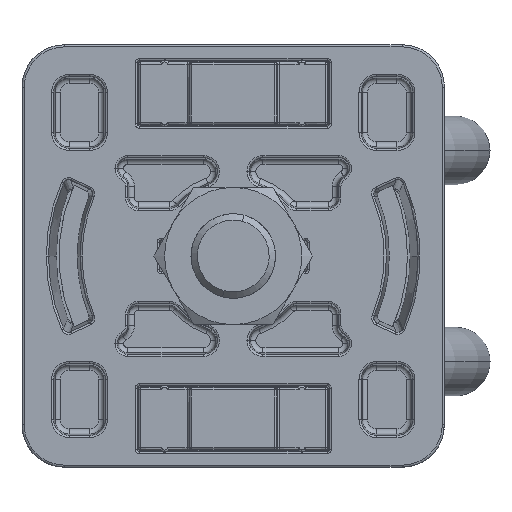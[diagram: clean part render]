
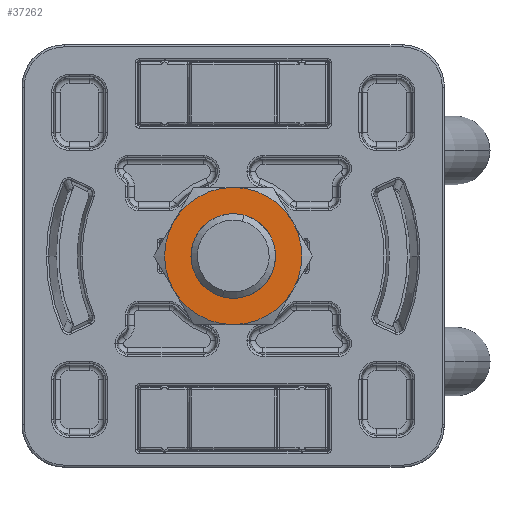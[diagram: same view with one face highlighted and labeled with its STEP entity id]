
A CAD part, left-side view. The second image highlights one B-rep face of the part: STEP entity #37262.
In plain terms, the highlighted planar face has unit normal (-1, 0, 0).
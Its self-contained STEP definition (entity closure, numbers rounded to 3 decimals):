
#34 = PLANE ( 'NONE',  #17760 ) ;
#1003 = CARTESIAN_POINT ( 'NONE',  ( -6.8, 0., 6.5 ) ) ;
#1825 = ORIENTED_EDGE ( 'NONE', *, *, #2271, .T. ) ;
#2271 = EDGE_CURVE ( 'NONE', #35497, #4463, #43958, .T. ) ;
#3286 = FACE_OUTER_BOUND ( 'NONE', #31848, .T. ) ;
#3563 = CIRCLE ( 'NONE', #15500, 6.5 ) ;
#4450 = AXIS2_PLACEMENT_3D ( 'NONE', #23120, #9131, #44523 ) ;
#4463 = VERTEX_POINT ( 'NONE', #34788 ) ;
#5861 = CARTESIAN_POINT ( 'NONE',  ( -6.8, 0., 0. ) ) ;
#6515 = CARTESIAN_POINT ( 'NONE',  ( -6.8, 0., 0. ) ) ;
#6590 = AXIS2_PLACEMENT_3D ( 'NONE', #6515, #14232, #42157 ) ;
#7104 = CARTESIAN_POINT ( 'NONE',  ( -6.8, 0., 0. ) ) ;
#7584 = EDGE_CURVE ( 'NONE', #27434, #38504, #15019, .T. ) ;
#8535 = CARTESIAN_POINT ( 'NONE',  ( -6.8, 5.629, 3.25 ) ) ;
#8725 = ORIENTED_EDGE ( 'NONE', *, *, #28443, .T. ) ;
#8819 = DIRECTION ( 'NONE',  ( 0., 0., 1. ) ) ;
#8869 = DIRECTION ( 'NONE',  ( -1., 0., 0. ) ) ;
#9131 = DIRECTION ( 'NONE',  ( -1., 0., 0. ) ) ;
#9160 = ORIENTED_EDGE ( 'NONE', *, *, #39717, .T. ) ;
#9167 = DIRECTION ( 'NONE',  ( 0., 0., 1. ) ) ;
#9654 = CIRCLE ( 'NONE', #4450, 6.5 ) ;
#10290 = DIRECTION ( 'NONE',  ( -1., 0., 0. ) ) ;
#10829 = DIRECTION ( 'NONE',  ( -1., 0., 0. ) ) ;
#11146 = VERTEX_POINT ( 'NONE', #1003 ) ;
#11377 = CARTESIAN_POINT ( 'NONE',  ( -6.8, -5.629, -3.25 ) ) ;
#11395 = DIRECTION ( 'NONE',  ( -1., 0., 0. ) ) ;
#11749 = ORIENTED_EDGE ( 'NONE', *, *, #22340, .T. ) ;
#12360 = CARTESIAN_POINT ( 'NONE',  ( -6.8, 0., 0. ) ) ;
#13882 = DIRECTION ( 'NONE',  ( 0., 0., 1. ) ) ;
#14021 = FACE_BOUND ( 'NONE', #16185, .T. ) ;
#14106 = CARTESIAN_POINT ( 'NONE',  ( -6.8, 0., 4. ) ) ;
#14232 = DIRECTION ( 'NONE',  ( -1., 0., 0. ) ) ;
#14786 = CIRCLE ( 'NONE', #6590, 6.5 ) ;
#15019 = CIRCLE ( 'NONE', #40258, 4. ) ;
#15256 = EDGE_CURVE ( 'NONE', #22153, #42396, #9654, .T. ) ;
#15500 = AXIS2_PLACEMENT_3D ( 'NONE', #44235, #11395, #8819 ) ;
#16175 = DIRECTION ( 'NONE',  ( -1., 0., 0. ) ) ;
#16185 = EDGE_LOOP ( 'NONE', ( #29812, #39487 ) ) ;
#17760 = AXIS2_PLACEMENT_3D ( 'NONE', #24056, #27778, #31730 ) ;
#20122 = CARTESIAN_POINT ( 'NONE',  ( -6.8, 0., 0. ) ) ;
#20890 = CIRCLE ( 'NONE', #29064, 6.5 ) ;
#21783 = DIRECTION ( 'NONE',  ( 0., 0., 1. ) ) ;
#22153 = VERTEX_POINT ( 'NONE', #42348 ) ;
#22340 = EDGE_CURVE ( 'NONE', #42396, #24482, #14786, .T. ) ;
#22844 = ORIENTED_EDGE ( 'NONE', *, *, #15256, .T. ) ;
#23120 = CARTESIAN_POINT ( 'NONE',  ( -6.8, 0., 0. ) ) ;
#23383 = EDGE_CURVE ( 'NONE', #38504, #27434, #23717, .T. ) ;
#23717 = CIRCLE ( 'NONE', #29664, 4. ) ;
#24056 = CARTESIAN_POINT ( 'NONE',  ( -6.8, 0., -13. ) ) ;
#24482 = VERTEX_POINT ( 'NONE', #35211 ) ;
#25044 = DIRECTION ( 'NONE',  ( -1., 0., 0. ) ) ;
#25094 = CARTESIAN_POINT ( 'NONE',  ( -6.8, 0., -4. ) ) ;
#27434 = VERTEX_POINT ( 'NONE', #14106 ) ;
#27778 = DIRECTION ( 'NONE',  ( -1., 0., 0. ) ) ;
#28443 = EDGE_CURVE ( 'NONE', #4463, #22153, #46071, .T. ) ;
#29064 = AXIS2_PLACEMENT_3D ( 'NONE', #7104, #10829, #21783 ) ;
#29390 = ORIENTED_EDGE ( 'NONE', *, *, #35076, .T. ) ;
#29664 = AXIS2_PLACEMENT_3D ( 'NONE', #12360, #8869, #44501 ) ;
#29812 = ORIENTED_EDGE ( 'NONE', *, *, #7584, .F. ) ;
#31730 = DIRECTION ( 'NONE',  ( 0., 0., 1. ) ) ;
#31848 = EDGE_LOOP ( 'NONE', ( #9160, #29390, #1825, #8725, #22844, #11749 ) ) ;
#33564 = AXIS2_PLACEMENT_3D ( 'NONE', #20122, #16175, #9167 ) ;
#34788 = CARTESIAN_POINT ( 'NONE',  ( -6.8, 5.629, -3.25 ) ) ;
#35076 = EDGE_CURVE ( 'NONE', #11146, #35497, #3563, .T. ) ;
#35211 = CARTESIAN_POINT ( 'NONE',  ( -6.8, -5.629, 3.25 ) ) ;
#35497 = VERTEX_POINT ( 'NONE', #8535 ) ;
#37121 = AXIS2_PLACEMENT_3D ( 'NONE', #45780, #25044, #13882 ) ;
#37262 = ADVANCED_FACE ( 'NONE', ( #14021, #3286 ), #34, .T. ) ;
#37774 = DIRECTION ( 'NONE',  ( 0., 0., 1. ) ) ;
#38504 = VERTEX_POINT ( 'NONE', #25094 ) ;
#39487 = ORIENTED_EDGE ( 'NONE', *, *, #23383, .F. ) ;
#39717 = EDGE_CURVE ( 'NONE', #24482, #11146, #20890, .T. ) ;
#40258 = AXIS2_PLACEMENT_3D ( 'NONE', #5861, #10290, #37774 ) ;
#42157 = DIRECTION ( 'NONE',  ( 0., 0., 1. ) ) ;
#42348 = CARTESIAN_POINT ( 'NONE',  ( -6.8, 0., -6.5 ) ) ;
#42396 = VERTEX_POINT ( 'NONE', #11377 ) ;
#43958 = CIRCLE ( 'NONE', #33564, 6.5 ) ;
#44235 = CARTESIAN_POINT ( 'NONE',  ( -6.8, 0., 0. ) ) ;
#44501 = DIRECTION ( 'NONE',  ( 0., 0., 1. ) ) ;
#44523 = DIRECTION ( 'NONE',  ( 0., 0., 1. ) ) ;
#45780 = CARTESIAN_POINT ( 'NONE',  ( -6.8, 0., 0. ) ) ;
#46071 = CIRCLE ( 'NONE', #37121, 6.5 ) ;
